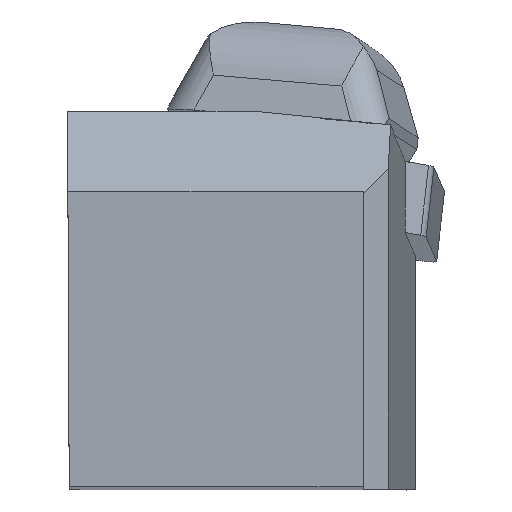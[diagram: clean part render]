
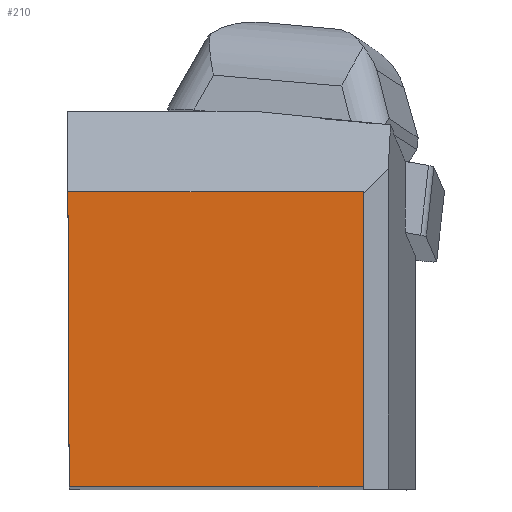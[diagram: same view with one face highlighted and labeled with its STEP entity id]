
A CAD part, top view. The second image highlights one B-rep face of the part: STEP entity #210.
In plain terms, the highlighted planar face has unit normal (0, 0, 1).
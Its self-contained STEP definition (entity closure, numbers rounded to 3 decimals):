
#146=FACE_OUTER_BOUND('',#601,.T.);
#210=ADVANCED_FACE('BLANK_BOXF006',(#146),#268,.F.);
#268=PLANE('',#1426);
#361=LINE('',#2079,#494);
#366=LINE('',#2089,#499);
#369=LINE('',#2093,#502);
#370=LINE('',#2095,#503);
#494=VECTOR('',#1643,1.);
#499=VECTOR('',#1650,1.);
#502=VECTOR('',#1655,1.);
#503=VECTOR('',#1656,1.);
#601=EDGE_LOOP('',(#775,#776,#777,#778));
#775=ORIENTED_EDGE('',*,*,#1203,.T.);
#776=ORIENTED_EDGE('',*,*,#1204,.T.);
#777=ORIENTED_EDGE('',*,*,#1195,.T.);
#778=ORIENTED_EDGE('',*,*,#1200,.T.);
#1060=VERTEX_POINT('',#2078);
#1061=VERTEX_POINT('',#2080);
#1064=VERTEX_POINT('',#2088);
#1065=VERTEX_POINT('',#2094);
#1195=EDGE_CURVE('',#1061,#1060,#361,.T.);
#1200=EDGE_CURVE('',#1060,#1064,#366,.T.);
#1203=EDGE_CURVE('',#1064,#1065,#369,.T.);
#1204=EDGE_CURVE('',#1065,#1061,#370,.T.);
#1426=AXIS2_PLACEMENT_3D('',#2096,#1657,#1658);
#1643=DIRECTION('',(0.004,-1.,0.));
#1650=DIRECTION('',(1.,0.,0.));
#1655=DIRECTION('',(0.,1.,0.));
#1656=DIRECTION('',(-1.,0.,0.));
#1657=DIRECTION('',(0.,0.,-1.));
#1658=DIRECTION('',(1.,0.,0.));
#2078=CARTESIAN_POINT('',(0.087,0.,0.));
#2079=CARTESIAN_POINT('',(-0.53,141.349,0.));
#2080=CARTESIAN_POINT('',(0.,19.875,0.));
#2088=CARTESIAN_POINT('',(19.875,0.,0.));
#2089=CARTESIAN_POINT('',(-141.35,0.,0.));
#2093=CARTESIAN_POINT('',(19.875,-141.35,0.));
#2094=CARTESIAN_POINT('',(19.875,19.875,0.));
#2095=CARTESIAN_POINT('',(141.35,19.875,0.));
#2096=CARTESIAN_POINT('',(40.35,-5.,0.));
